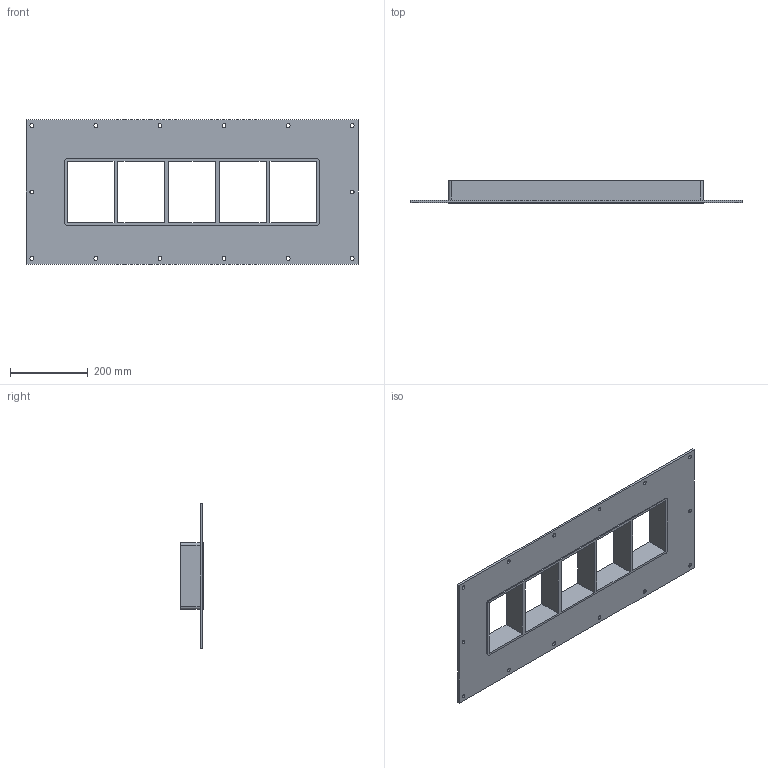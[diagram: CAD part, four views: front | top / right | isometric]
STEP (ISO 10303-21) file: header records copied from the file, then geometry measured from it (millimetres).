
FILE_DESCRIPTION((''),'2;1');
FILE_NAME('GHFL1004X5.stp','2014-03-10T22:18:40',(''),(''),'Autodesk Inventor 2013','Autodesk Inventor 2013','');
FILE_SCHEMA(('AUTOMOTIVE_DESIGN { 1 0 10303 214 1 1 1 1 }'));
Length unit declared in the file: millimetre
Products named in the file (1): GH FL100
Bounding box: 854.5 x 60 x 371.5 mm (x, y, z)
Volume: 2191813.9 mm3; surface area: 714499.6 mm2
Topology: 1 solids, 1 shells, 58 faces, 176 edges, 122 vertices
Faces by surface type: plane 36, cylinder 22
Full cylindrical faces by diameter (mm): 10 x14
Entity records: 1902 total; most frequent: CARTESIAN_POINT 315, DIRECTION 310, ORIENTED_EDGE 296, EDGE_CURVE 148, EDGE_LOOP 112, VERTEX_POINT 108, VECTOR 104, LINE 104
